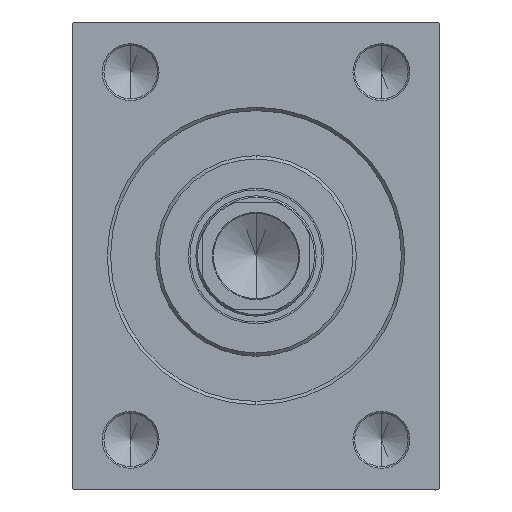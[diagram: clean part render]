
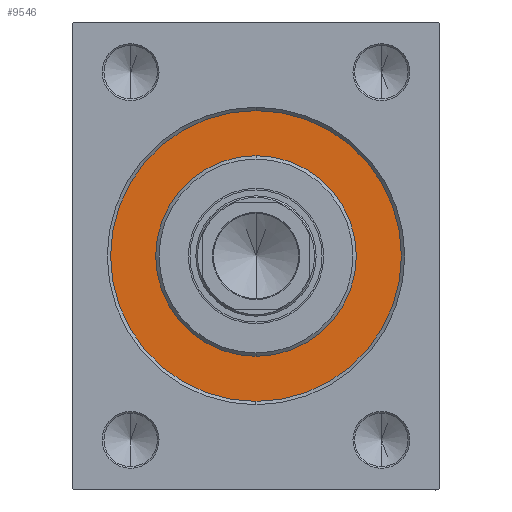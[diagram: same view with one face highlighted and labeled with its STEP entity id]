
A CAD part, left-side view. The second image highlights one B-rep face of the part: STEP entity #9546.
In plain terms, the highlighted face is planar.
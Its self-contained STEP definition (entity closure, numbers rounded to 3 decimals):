
#1576 = AXIS2_PLACEMENT_3D ( 'NONE', #39555, #8497, #29587 ) ;
#2127 = VERTEX_POINT ( 'NONE', #23113 ) ;
#2899 = ORIENTED_EDGE ( 'NONE', *, *, #16996, .F. ) ;
#5452 = DIRECTION ( 'NONE',  ( -1., 0., 0. ) ) ;
#6097 = AXIS2_PLACEMENT_3D ( 'NONE', #43330, #5452, #36520 ) ;
#6572 = EDGE_CURVE ( 'NONE', #21626, #2127, #28553, .T. ) ;
#6702 = EDGE_LOOP ( 'NONE', ( #16369, #2899 ) ) ;
#6868 = CARTESIAN_POINT ( 'NONE',  ( 0., 0., 0. ) ) ;
#8497 = DIRECTION ( 'NONE',  ( 1., 0., 0. ) ) ;
#9078 = AXIS2_PLACEMENT_3D ( 'NONE', #26018, #39831, #43686 ) ;
#9546 = ADVANCED_FACE ( 'NONE', ( #29417, #18980 ), #12167, .F. ) ;
#12167 = PLANE ( 'NONE',  #9078 ) ;
#14685 = EDGE_LOOP ( 'NONE', ( #20099, #23170 ) ) ;
#15924 = CARTESIAN_POINT ( 'NONE',  ( 0., 0., 0. ) ) ;
#16369 = ORIENTED_EDGE ( 'NONE', *, *, #6572, .F. ) ;
#16371 = DIRECTION ( 'NONE',  ( 0., 0., -1. ) ) ;
#16781 = CIRCLE ( 'NONE', #33459, 43.5 ) ;
#16996 = EDGE_CURVE ( 'NONE', #2127, #21626, #16781, .T. ) ;
#18980 = FACE_OUTER_BOUND ( 'NONE', #6702, .T. ) ;
#20099 = ORIENTED_EDGE ( 'NONE', *, *, #21832, .F. ) ;
#20721 = DIRECTION ( 'NONE',  ( -1., 0., 0. ) ) ;
#21626 = VERTEX_POINT ( 'NONE', #44585 ) ;
#21832 = EDGE_CURVE ( 'NONE', #22509, #38856, #30588, .T. ) ;
#22509 = VERTEX_POINT ( 'NONE', #27378 ) ;
#23113 = CARTESIAN_POINT ( 'NONE',  ( 0., 0., 43.5 ) ) ;
#23170 = ORIENTED_EDGE ( 'NONE', *, *, #40886, .F. ) ;
#26018 = CARTESIAN_POINT ( 'NONE',  ( 0., 0., 0. ) ) ;
#27378 = CARTESIAN_POINT ( 'NONE',  ( 0., 0., 30. ) ) ;
#28553 = CIRCLE ( 'NONE', #6097, 43.5 ) ;
#29417 = FACE_BOUND ( 'NONE', #14685, .T. ) ;
#29500 = AXIS2_PLACEMENT_3D ( 'NONE', #15924, #37007, #16371 ) ;
#29587 = DIRECTION ( 'NONE',  ( 0., 0., -1. ) ) ;
#30588 = CIRCLE ( 'NONE', #1576, 30. ) ;
#30800 = CARTESIAN_POINT ( 'NONE',  ( 0., 0., -30. ) ) ;
#33459 = AXIS2_PLACEMENT_3D ( 'NONE', #6868, #20721, #34544 ) ;
#34544 = DIRECTION ( 'NONE',  ( 0., 0., 1. ) ) ;
#36520 = DIRECTION ( 'NONE',  ( 0., 0., 1. ) ) ;
#37007 = DIRECTION ( 'NONE',  ( 1., 0., 0. ) ) ;
#38856 = VERTEX_POINT ( 'NONE', #30800 ) ;
#39555 = CARTESIAN_POINT ( 'NONE',  ( 0., 0., 0. ) ) ;
#39831 = DIRECTION ( 'NONE',  ( -1., 0., 0. ) ) ;
#40886 = EDGE_CURVE ( 'NONE', #38856, #22509, #43245, .T. ) ;
#43245 = CIRCLE ( 'NONE', #29500, 30. ) ;
#43330 = CARTESIAN_POINT ( 'NONE',  ( 0., 0., 0. ) ) ;
#43686 = DIRECTION ( 'NONE',  ( 0., 0., 1. ) ) ;
#44585 = CARTESIAN_POINT ( 'NONE',  ( 0., 0., -43.5 ) ) ;
